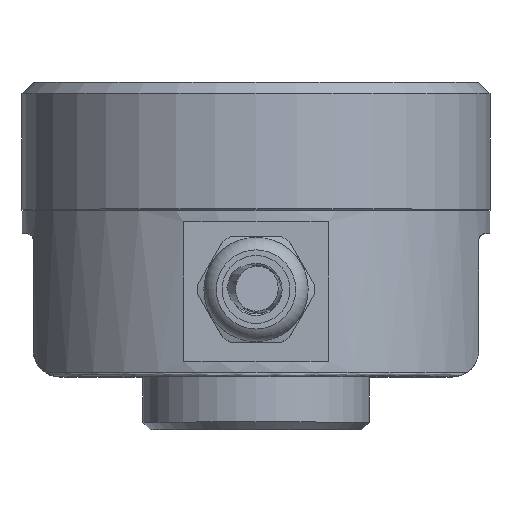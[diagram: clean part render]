
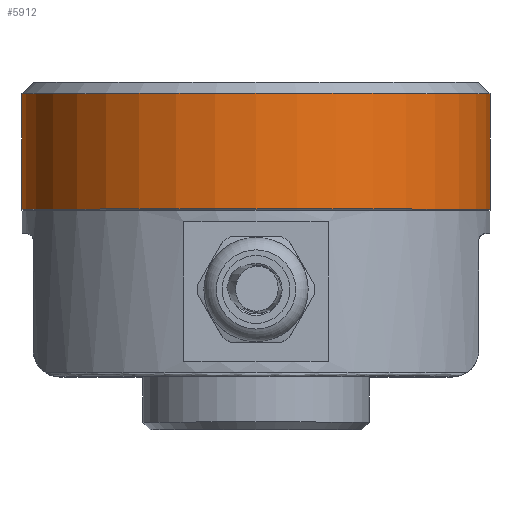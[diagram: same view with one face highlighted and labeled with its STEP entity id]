
A CAD part, top view. The second image highlights one B-rep face of the part: STEP entity #5912.
In plain terms, the highlighted cylindrical face has radius 31 mm (diameter 62 mm), a full revolution.
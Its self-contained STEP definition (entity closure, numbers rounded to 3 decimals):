
#1301 = CARTESIAN_POINT ( 'NONE',  ( 0., 44.5, 0. ) ) ;
#2493 = EDGE_LOOP ( 'NONE', ( #7602 ) ) ;
#2705 = DIRECTION ( 'NONE',  ( 0., 0., 1. ) ) ;
#5123 = CARTESIAN_POINT ( 'NONE',  ( 0., 52.395, 0. ) ) ;
#5593 = DIRECTION ( 'NONE',  ( 0., -1., 0. ) ) ;
#5912 = ADVANCED_FACE ( 'NONE', ( #15705, #15526 ), #14458, .T. ) ;
#6561 = EDGE_LOOP ( 'NONE', ( #15240 ) ) ;
#7279 = AXIS2_PLACEMENT_3D ( 'NONE', #5123, #7755, #7662 ) ;
#7602 = ORIENTED_EDGE ( 'NONE', *, *, #7778, .T. ) ;
#7662 = DIRECTION ( 'NONE',  ( 0., 0., -1. ) ) ;
#7755 = DIRECTION ( 'NONE',  ( 0., 1., 0. ) ) ;
#7778 = EDGE_CURVE ( 'NONE', #8235, #8235, #16793, .T. ) ;
#7788 = AXIS2_PLACEMENT_3D ( 'NONE', #1301, #5593, #2705 ) ;
#8235 = VERTEX_POINT ( 'NONE', #12293 ) ;
#8328 = CIRCLE ( 'NONE', #9158, 31. ) ;
#8801 = CARTESIAN_POINT ( 'NONE',  ( 0., 29.2, -31. ) ) ;
#9158 = AXIS2_PLACEMENT_3D ( 'NONE', #11853, #10622, #16010 ) ;
#10208 = VERTEX_POINT ( 'NONE', #8801 ) ;
#10622 = DIRECTION ( 'NONE',  ( 0., 1., 0. ) ) ;
#11853 = CARTESIAN_POINT ( 'NONE',  ( 0., 29.2, 0. ) ) ;
#12293 = CARTESIAN_POINT ( 'NONE',  ( 0., 44.5, 31. ) ) ;
#14458 = CYLINDRICAL_SURFACE ( 'NONE', #7279, 31. ) ;
#15240 = ORIENTED_EDGE ( 'NONE', *, *, #17404, .T. ) ;
#15526 = FACE_OUTER_BOUND ( 'NONE', #2493, .T. ) ;
#15705 = FACE_OUTER_BOUND ( 'NONE', #6561, .T. ) ;
#16010 = DIRECTION ( 'NONE',  ( 0., 0., -1. ) ) ;
#16793 = CIRCLE ( 'NONE', #7788, 31. ) ;
#17404 = EDGE_CURVE ( 'NONE', #10208, #10208, #8328, .T. ) ;
